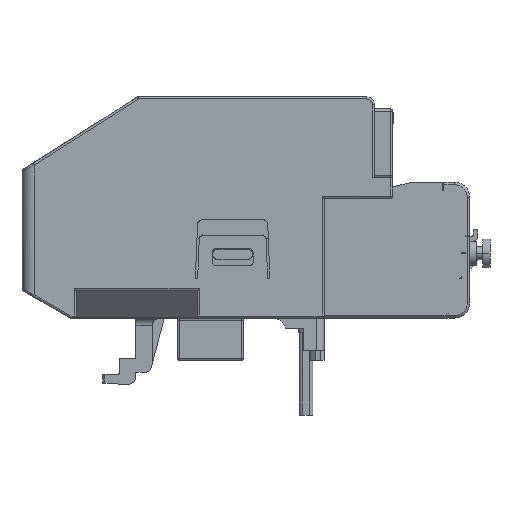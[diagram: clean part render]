
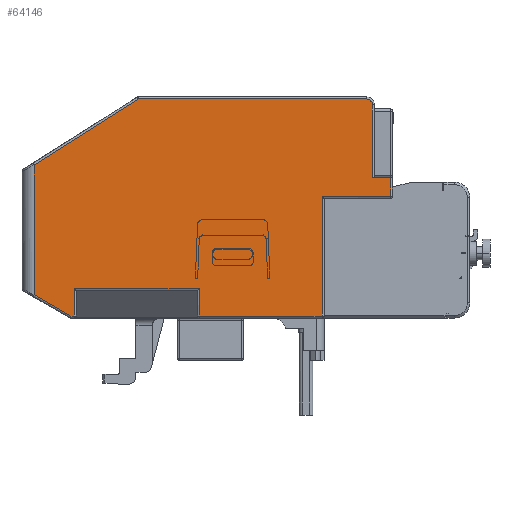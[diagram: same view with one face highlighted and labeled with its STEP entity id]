
A CAD part, left-side view. The second image highlights one B-rep face of the part: STEP entity #64146.
In plain terms, the highlighted planar face has unit normal (-1, 0, 0).
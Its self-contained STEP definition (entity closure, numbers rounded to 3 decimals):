
#6567=DIRECTION('',(0.,1.,0.));
#6568=VECTOR('',#6567,30.5);
#6569=CARTESIAN_POINT('',(-35.,-1.,-9.4));
#6570=LINE('',#6569,#6568);
#6571=DIRECTION('',(0.,0.,-1.));
#6572=VECTOR('',#6571,6.794);
#6573=CARTESIAN_POINT('',(-35.,29.5,-2.606));
#6574=LINE('',#6573,#6572);
#6575=DIRECTION('',(0.,-1.,0.));
#6576=VECTOR('',#6575,31.);
#6577=CARTESIAN_POINT('',(-35.,60.5,-2.606));
#6578=LINE('',#6577,#6576);
#6579=DIRECTION('',(0.,0.,1.));
#6580=VECTOR('',#6579,6.794);
#6581=CARTESIAN_POINT('',(-35.,60.5,-9.4));
#6582=LINE('',#6581,#6580);
#6583=DIRECTION('',(0.,1.,0.));
#6584=VECTOR('',#6583,0.866);
#6585=CARTESIAN_POINT('',(-35.,60.5,-9.4));
#6586=LINE('',#6585,#6584);
#6587=DIRECTION('',(0.,-0.866,-0.5));
#6588=VECTOR('',#6587,10.547);
#6589=CARTESIAN_POINT('',(-35.,70.5,-4.126));
#6590=LINE('',#6589,#6588);
#6591=DIRECTION('',(0.,0.845,-0.536));
#6592=VECTOR('',#6591,30.604);
#6593=CARTESIAN_POINT('',(-35.,44.655,44.5));
#6594=LINE('',#6593,#6592);
#6595=DIRECTION('',(0.,-1.,0.));
#6596=VECTOR('',#6595,56.655);
#6597=CARTESIAN_POINT('',(-35.,44.655,44.5));
#6598=LINE('',#6597,#6596);
#6599=CARTESIAN_POINT('',(-35.,-12.,43.));
#6600=DIRECTION('',(-1.,0.,0.));
#6601=DIRECTION('',(0.,-1.,0.));
#6602=AXIS2_PLACEMENT_3D('',#6599,#6600,#6601);
#6604=DIRECTION('',(0.,0.,1.));
#6605=VECTOR('',#6604,18.);
#6606=CARTESIAN_POINT('',(-35.,-13.5,25.));
#6607=LINE('',#6606,#6605);
#6608=DIRECTION('',(0.,0.,-1.));
#6609=VECTOR('',#6608,4.7);
#6610=CARTESIAN_POINT('',(-35.,-18.,25.));
#6611=LINE('',#6610,#6609);
#6612=DIRECTION('',(0.,-1.,0.));
#6613=VECTOR('',#6612,17.);
#6614=CARTESIAN_POINT('',(-35.,-1.,20.3));
#6615=LINE('',#6614,#6613);
#6620=DIRECTION('',(0.,0.,1.));
#6621=VECTOR('',#6620,29.7);
#6622=CARTESIAN_POINT('',(-35.,-1.,-9.4));
#6623=LINE('',#6622,#6621);
#6641=CARTESIAN_POINT('',(-35.,-1.,20.3));
#6678=DIRECTION('',(0.,1.,0.));
#6679=VECTOR('',#6678,4.5);
#6680=CARTESIAN_POINT('',(-35.,-18.,25.));
#6681=LINE('',#6680,#6679);
#8483=DIRECTION('',(0.,0.,-1.));
#8484=VECTOR('',#8483,32.237);
#8485=CARTESIAN_POINT('',(-35.,70.5,28.11));
#8486=LINE('',#8485,#8484);
#45796=CARTESIAN_POINT('',(-35.,70.5,28.11));
#45797=VERTEX_POINT('',#45796);
#45948=VERTEX_POINT('',#6641);
#46303=CARTESIAN_POINT('',(-35.,44.655,44.5));
#46304=VERTEX_POINT('',#46303);
#46753=CARTESIAN_POINT('',(-35.,-13.5,43.));
#46754=VERTEX_POINT('',#46753);
#46755=CARTESIAN_POINT('',(-35.,-12.,44.5));
#46756=VERTEX_POINT('',#46755);
#46759=CARTESIAN_POINT('',(-35.,-13.5,25.));
#46760=VERTEX_POINT('',#46759);
#46783=CARTESIAN_POINT('',(-35.,-18.,20.3));
#46784=VERTEX_POINT('',#46783);
#46785=CARTESIAN_POINT('',(-35.,-18.,25.));
#46787=VERTEX_POINT('',#46785);
#49114=CARTESIAN_POINT('',(-35.,-1.,-9.4));
#49115=CARTESIAN_POINT('',(-35.,29.5,-9.4));
#49116=VERTEX_POINT('',#49114);
#49117=VERTEX_POINT('',#49115);
#49124=CARTESIAN_POINT('',(-35.,60.5,-9.4));
#49125=CARTESIAN_POINT('',(-35.,60.5,-2.606));
#49126=VERTEX_POINT('',#49124);
#49127=VERTEX_POINT('',#49125);
#49128=CARTESIAN_POINT('',(-35.,29.5,-2.606));
#49129=VERTEX_POINT('',#49128);
#49144=CARTESIAN_POINT('',(-35.,61.366,-9.4));
#49145=VERTEX_POINT('',#49144);
#49258=CARTESIAN_POINT('',(-35.,70.5,-4.126));
#49260=VERTEX_POINT('',#49258);
#64110=CARTESIAN_POINT('',(-35.,73.5,0.));
#64111=DIRECTION('',(-1.,0.,0.));
#64112=DIRECTION('',(0.,-1.,0.));
#64113=AXIS2_PLACEMENT_3D('',#64110,#64111,#64112);
#64114=PLANE('',#64113);
#64116=ORIENTED_EDGE('',*,*,#64115,.F.);
#64117=ORIENTED_EDGE('',*,*,#64101,.T.);
#64119=ORIENTED_EDGE('',*,*,#64118,.F.);
#64121=ORIENTED_EDGE('',*,*,#64120,.F.);
#64123=ORIENTED_EDGE('',*,*,#64122,.F.);
#64125=ORIENTED_EDGE('',*,*,#64124,.T.);
#64127=ORIENTED_EDGE('',*,*,#64126,.F.);
#64129=ORIENTED_EDGE('',*,*,#64128,.F.);
#64131=ORIENTED_EDGE('',*,*,#64130,.F.);
#64133=ORIENTED_EDGE('',*,*,#64132,.T.);
#64135=ORIENTED_EDGE('',*,*,#64134,.F.);
#64137=ORIENTED_EDGE('',*,*,#64136,.F.);
#64139=ORIENTED_EDGE('',*,*,#64138,.F.);
#64141=ORIENTED_EDGE('',*,*,#64140,.T.);
#64143=ORIENTED_EDGE('',*,*,#64142,.F.);
#64144=EDGE_LOOP('',(#64116,#64117,#64119,#64121,#64123,#64125,#64127,#64129,
#64131,#64133,#64135,#64137,#64139,#64141,#64143));
#64145=FACE_OUTER_BOUND('',#64144,.F.);
#64146=ADVANCED_FACE('',(#64145),#64114,.T.);
#6603=CIRCLE('',#6602,1.5);
#64101=EDGE_CURVE('',#49116,#49117,#6570,.T.);
#64115=EDGE_CURVE('',#49116,#45948,#6623,.T.);
#64118=EDGE_CURVE('',#49129,#49117,#6574,.T.);
#64120=EDGE_CURVE('',#49127,#49129,#6578,.T.);
#64122=EDGE_CURVE('',#49126,#49127,#6582,.T.);
#64124=EDGE_CURVE('',#49126,#49145,#6586,.T.);
#64126=EDGE_CURVE('',#49260,#49145,#6590,.T.);
#64128=EDGE_CURVE('',#45797,#49260,#8486,.T.);
#64130=EDGE_CURVE('',#46304,#45797,#6594,.T.);
#64132=EDGE_CURVE('',#46304,#46756,#6598,.T.);
#64134=EDGE_CURVE('',#46754,#46756,#6603,.T.);
#64136=EDGE_CURVE('',#46760,#46754,#6607,.T.);
#64138=EDGE_CURVE('',#46787,#46760,#6681,.T.);
#64140=EDGE_CURVE('',#46787,#46784,#6611,.T.);
#64142=EDGE_CURVE('',#45948,#46784,#6615,.T.);
